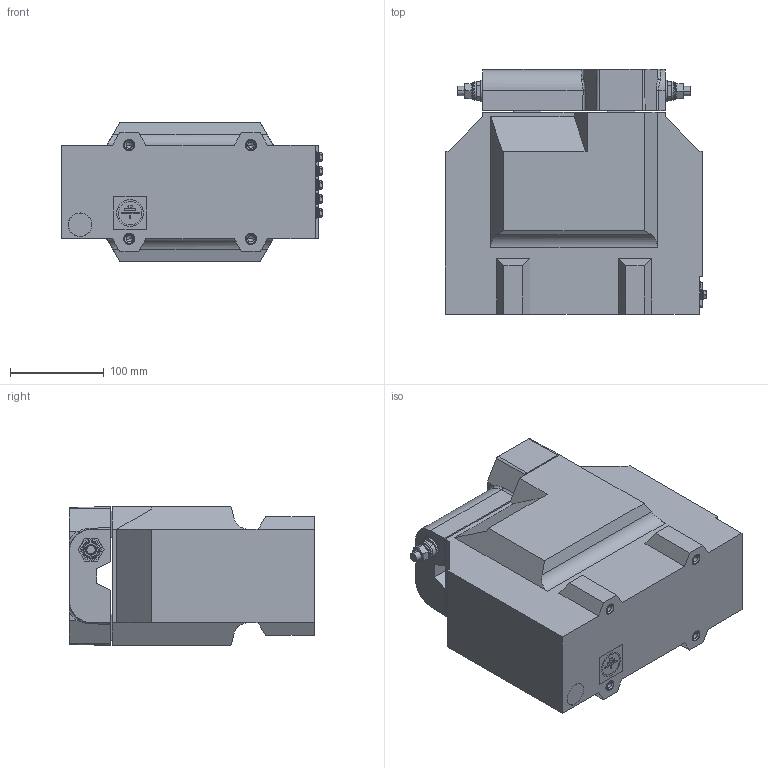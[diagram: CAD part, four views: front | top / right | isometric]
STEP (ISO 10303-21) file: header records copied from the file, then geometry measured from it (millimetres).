
FILE_DESCRIPTION (( 'STEP AP214' ), '1' );
FILE_NAME ('ﾎﾋﾑ-ﾑﾒ-0,63(6;10)-ﾏS.STEP', '2024-04-24T08:01:32', ( '' ), ( '' ), 'SwSTEP 2.0', 'SolidWorks 2014', '' );
FILE_SCHEMA (( 'AUTOMOTIVE_DESIGN' ));
Length unit declared in the file: millimetre
Products named in the file (33): ÂÅÈÓ.685159.009 Êîíòàêò; ÑÒ.ÎË.01.01.01.000 Àêòèâíàÿ ÷àñòü_-00; ÂÅÈÓ.723111.010 Ïðåäîõðàíèòåëüíîå óñòðîéñòâî ÎËÑ,ÍÈÎË(ÏS) (ñáîðêà ñ çàëèâêîé)(SIBA); Ïðîâîä ìåäíûé áåç èçîëÿöèè 1,2 (À)^ÑÒ.ÎË.01.01.01.000 Àêòèâíàÿ ÷àñòü; Ïðîâîä ÏÝÒÂ-2 2,0 áåç èçîëÿöèè; Ëåíòà ñòàëüíàÿ óïàêîâî÷íàÿ íàãàðòîâàííàÿ 13õ0,5 ÃÎÑÒ 3560-73^ÑÒ.ÎË.01.01.01.000 Àêòèâíàÿ ÷àñòü; ÂÅÈÓ.758472.048 Ãàéêà ñïåöèàëüíàÿ Ì18; ÂÅÈÓ.758472.021 Ãàéêà; ÂÅÈÓ.758472.047 Ãàéêà ñïåöèàëüíàÿ Ì5_-00; 屡扔.758472.007 绵殛郷-02; ﾂﾅﾈﾓ.745418.001 ﾇ琥韲; ÂÅÈÓ.685159.005 Êîíòàêò; ÂÅÈÓ.757564.126 Âèíò êîðïóñà; Êîìïàóíä (îòëèâêà) äëÿ ïðåäîõðàíèòåëüíîãî óñòðîéñòâà ÎËÑ; ÂÅÈÓ.713141.006 Âòóëêà îïîðíàÿ_-00; Áîëò DIN 933_5å10; ﾘ琺矜 DIN 127 B_5; ÂÅÈÓ.754445.008 Çíàê ìàðêèðîâî÷íûé À, Õ_-01; ﾎﾋﾑ-ﾑﾒ-0,63(6;10)-ﾏS; ﾘ琺矜 DIN 125 ﾀ_5.01.019; socket head cap screw_din_DIN 912 M10 x 25 --- 25N; ÂÅÈÓ.754445.008 Çíàê ìàðêèðîâî÷íûé À, Õ_-00; ÂÅÈÓ.754447.004 Çíàê çàçåìëåíèÿ ÃÎÑÒ 21130-75; ÂÅÈÓ.723111.010 Ïðåäîõðàíèòåëüíîå óñòðîéñòâî ÎËÑ,ÍÈÎË(ÏS) (â ñáîðå)(SIBA); ÑÒ.ÎË.01.00.00.001 Ïàñïîðòíàÿ òàáëè÷êà ÎËÑ-ÑÒ_-00; Ãàéêà øåñòèãðàííàÿ DIN 934_10; ÑÒ.ÎË.01.01.00.000 Ñáîðêà ñ çàëèâêîé_-00; ﾘ琺矜 DIN 127 B_10; ﾘ琺矜 DIN 125 ﾀ_10.01.019; Äîçàëèâêà^ÑÒ.ÎË.01.01.00.000 Ñáîðêà ñ çàëèâêîé; Ïðóæèíà ñæàòèÿ STAMO (1x7x35x18 - ñòàëü)_STAMO 1x7x35x18; 砎槼隰譇膻蠈錪 SIBA-18700 8x150; �������^��.��.01.01.00.000 ������ � ��������_����-��-6(10) (2 ���.)
Assembly tree (65 placements, depth 4):
  ﾎﾋﾑ-ﾑﾒ-0,63(6;10)-ﾏS
    ÑÒ.ÎË.01.01.00.000 Ñáîðêà ñ çàëèâêîé_-00
      ÑÒ.ÎË.01.01.01.000 Àêòèâíàÿ ÷àñòü_-00
        ÂÅÈÓ.713141.006 Âòóëêà îïîðíàÿ_-00  x4
        ÂÅÈÓ.757564.126 Âèíò êîðïóñà
        ﾂﾅﾈﾓ.745418.001 ﾇ琥韲  x2
        屡扔.758472.007 绵殛郷-02  x5
        ÂÅÈÓ.758472.021 Ãàéêà  x2
        Ëåíòà ñòàëüíàÿ óïàêîâî÷íàÿ íàãàðòîâàííàÿ 13õ0,5 ÃÎÑÒ 3560-73^ÑÒ.ÎË.01.01.01.000 Àêòèâíàÿ ÷àñòü  x2
        Ïðîâîä ìåäíûé áåç èçîëÿöèè 1,2 (À)^ÑÒ.ÎË.01.01.01.000 Àêòèâíàÿ ÷àñòü
      �������^��.��.01.01.00.000 ������ � ��������_����-��-6(10) (2 ���.)
      Äîçàëèâêà^ÑÒ.ÎË.01.01.00.000 Ñáîðêà ñ çàëèâêîé
    ÑÒ.ÎË.01.00.00.001 Ïàñïîðòíàÿ òàáëè÷êà ÎËÑ-ÑÒ_-00
    ÂÅÈÓ.754447.004 Çíàê çàçåìëåíèÿ ÃÎÑÒ 21130-75
    socket head cap screw_din_DIN 912 M10 x 25 --- 25N  x2
    ﾘ琺矜 DIN 125 ﾀ_5.01.019  x5
    ﾘ琺矜 DIN 127 B_5  x5
    Áîëò DIN 933_5å10  x5
    ÂÅÈÓ.723111.010 Ïðåäîõðàíèòåëüíîå óñòðîéñòâî ÎËÑ,ÍÈÎË(ÏS) (â ñáîðå)(SIBA)
      ÂÅÈÓ.723111.010 Ïðåäîõðàíèòåëüíîå óñòðîéñòâî ÎËÑ,ÍÈÎË(ÏS) (ñáîðêà ñ çàëèâêîé)(SIBA)
        Êîìïàóíä (îòëèâêà) äëÿ ïðåäîõðàíèòåëüíîãî óñòðîéñòâà ÎËÑ
        ÂÅÈÓ.685159.005 Êîíòàêò  x2
        ÂÅÈÓ.758472.047 Ãàéêà ñïåöèàëüíàÿ Ì5_-00  x2
        ÂÅÈÓ.758472.048 Ãàéêà ñïåöèàëüíàÿ Ì18  x2
        Ïðîâîä ÏÝÒÂ-2 2,0 áåç èçîëÿöèè  x2
      ÂÅÈÓ.685159.009 Êîíòàêò  x2
      砎槼隰譇膻蠈錪 SIBA-18700 8x150  x2
      Ïðóæèíà ñæàòèÿ STAMO (1x7x35x18 - ñòàëü)_STAMO 1x7x35x18  x2
      ﾘ琺矜 DIN 125 ﾀ_10.01.019  x2
      ﾘ琺矜 DIN 127 B_10  x2
      Ãàéêà øåñòèãðàííàÿ DIN 934_10  x2
    ÂÅÈÓ.754445.008 Çíàê ìàðêèðîâî÷íûé À, Õ_-00
    ÂÅÈÓ.754445.008 Çíàê ìàðêèðîâî÷íûé À, Õ_-01
Bounding box: 279.2 x 261.7 x 148 mm (x, y, z)
Volume: 5425706.9 mm3; surface area: 832738.7 mm2
Topology: 66 solids, 69 shells, 5220 faces, 13427 edges, 8696 vertices
Faces by surface type: plane 2821, bspline 1263, cylinder 676, cone 358, torus 100, sphere 2
Entity records: 238034 total; most frequent: CARTESIAN_POINT 103545, ORIENTED_EDGE 24212, DIRECTION 17761, EDGE_CURVE 12106, VERTEX_POINT 7928, VECTOR 7895, LINE 7895, EDGE_LOOP 5080
